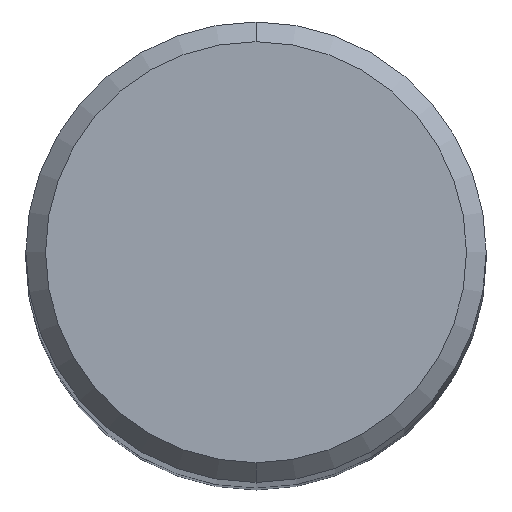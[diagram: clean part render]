
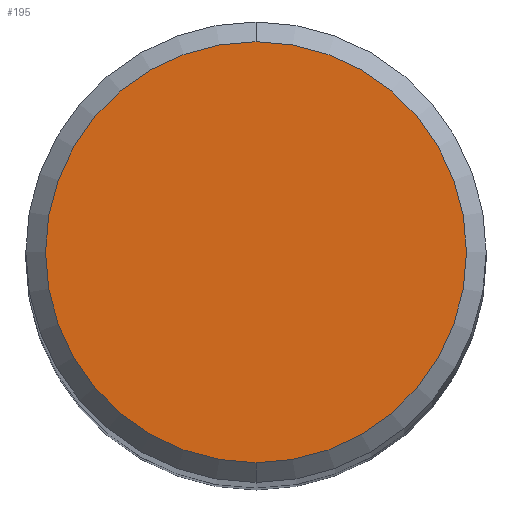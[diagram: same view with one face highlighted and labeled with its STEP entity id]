
A CAD part, top view. The second image highlights one B-rep face of the part: STEP entity #195.
In plain terms, the highlighted planar face has unit normal (0, 0, 1).
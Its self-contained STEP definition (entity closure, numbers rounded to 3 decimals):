
#169=VERTEX_POINT('',#445);
#173=EDGE_CURVE('',#371,#169,#449,.T.);
#195=ADVANCED_FACE('',(#474),#475,.T.);
#301=EDGE_CURVE('',#169,#371,#594,.T.);
#371=VERTEX_POINT('',#669);
#445=CARTESIAN_POINT('',(0.,-6.4,0.0));
#449=CIRCLE('',#796,6.4);
#474=FACE_OUTER_BOUND('',#829,.T.);
#475=PLANE('',#830);
#594=CIRCLE('',#1066,6.4);
#669=CARTESIAN_POINT('',(0.0,6.4,0.0));
#796=AXIS2_PLACEMENT_3D('',#1393,#1394,#1395);
#829=EDGE_LOOP('',(#1430,#1431));
#830=AXIS2_PLACEMENT_3D('',#1432,#1433,#1434);
#1066=AXIS2_PLACEMENT_3D('',#1572,#1573,#1574);
#1393=CARTESIAN_POINT('',(0.0,0.0,0.0));
#1394=DIRECTION('',(0.0,0.0,-1.0));
#1395=DIRECTION('',(0.0,1.0,0.0));
#1430=ORIENTED_EDGE('',*,*,#173,.F.);
#1431=ORIENTED_EDGE('',*,*,#301,.F.);
#1432=CARTESIAN_POINT('',(0.0,3.2,0.0));
#1433=DIRECTION('',(-0.0,0.0,1.0));
#1434=DIRECTION('',(0.0,-1.0,0.0));
#1572=CARTESIAN_POINT('',(0.0,0.0,0.0));
#1573=DIRECTION('',(0.0,0.0,-1.0));
#1574=DIRECTION('',(0.0,1.0,0.0));
